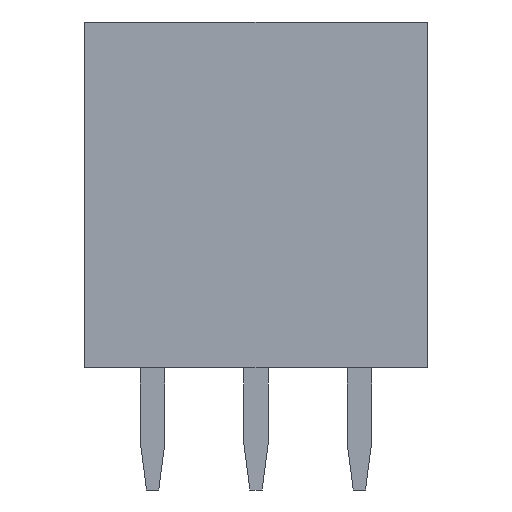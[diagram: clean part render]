
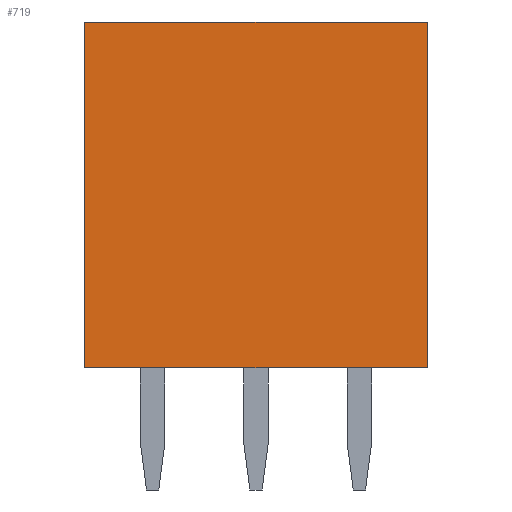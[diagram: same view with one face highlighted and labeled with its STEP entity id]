
A CAD part, front view. The second image highlights one B-rep face of the part: STEP entity #719.
In plain terms, the highlighted planar face has unit normal (0, -1, 0).
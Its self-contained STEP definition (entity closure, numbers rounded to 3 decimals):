
#719=ADVANCED_FACE('',(#1470),#1472,.T.);
#1470=FACE_BOUND('',#1471,.T.);
#1471=EDGE_LOOP('',(#2086,#2087,#2088,#2089));
#1472=PLANE('',#1473);
#1473=AXIS2_PLACEMENT_3D('',#1474,#1475,#1476);
#1474=CARTESIAN_POINT('',(6.75,-1.27,0.));
#1475=DIRECTION('',(0.,-1.,0.));
#1476=DIRECTION('',(0.,0.,1.));
#2086=ORIENTED_EDGE('',*,*,#2423,.T.);
#2087=ORIENTED_EDGE('',*,*,#2466,.T.);
#2088=ORIENTED_EDGE('',*,*,#2449,.F.);
#2089=ORIENTED_EDGE('',*,*,#2454,.F.);
#2423=EDGE_CURVE('',#2788,#2786,#2789,.T.);
#2449=EDGE_CURVE('',#2830,#2832,#2833,.T.);
#2454=EDGE_CURVE('',#2788,#2830,#2840,.T.);
#2466=EDGE_CURVE('',#2786,#2832,#2854,.T.);
#2786=VERTEX_POINT('',#3496);
#2788=VERTEX_POINT('',#3500);
#2789=LINE('',#3501,#3502);
#2830=VERTEX_POINT('',#3592);
#2832=VERTEX_POINT('',#3596);
#2833=LINE('',#3597,#3598);
#2840=LINE('',#3614,#3615);
#2854=LINE('',#3652,#3653);
#3496=CARTESIAN_POINT('',(6.75,-1.27,8.5));
#3500=CARTESIAN_POINT('',(6.75,-1.27,0.));
#3501=CARTESIAN_POINT('',(6.75,-1.27,0.));
#3502=VECTOR('',#3503,1.);
#3503=DIRECTION('',(0.,0.,1.));
#3592=CARTESIAN_POINT('',(-1.67,-1.27,0.));
#3596=CARTESIAN_POINT('',(-1.67,-1.27,8.5));
#3597=CARTESIAN_POINT('',(-1.67,-1.27,0.));
#3598=VECTOR('',#3599,1.);
#3599=DIRECTION('',(0.,0.,1.));
#3614=CARTESIAN_POINT('',(6.75,-1.27,0.));
#3615=VECTOR('',#3616,1.);
#3616=DIRECTION('',(-1.,0.,0.));
#3652=CARTESIAN_POINT('',(6.75,-1.27,8.5));
#3653=VECTOR('',#3654,1.);
#3654=DIRECTION('',(-1.,0.,0.));
